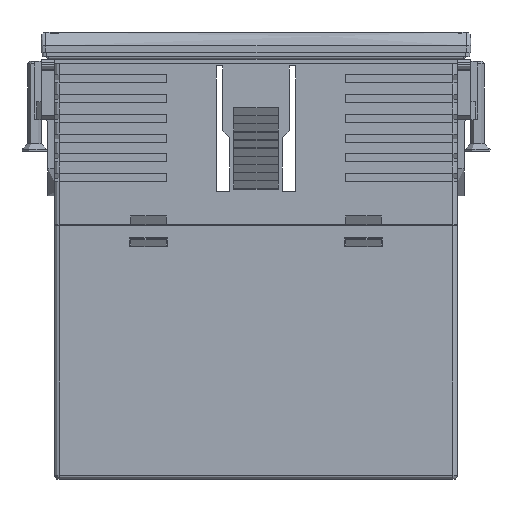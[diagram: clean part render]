
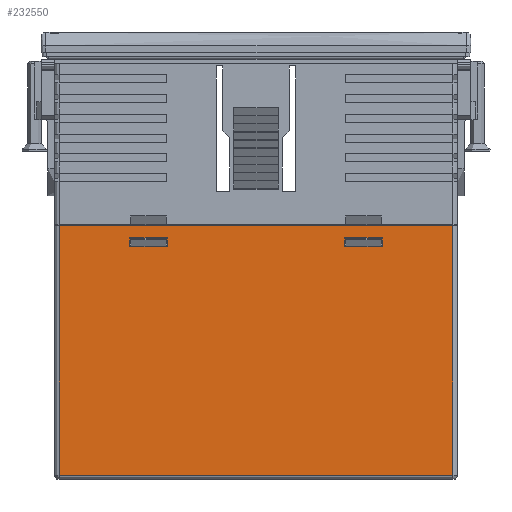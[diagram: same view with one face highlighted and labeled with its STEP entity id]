
A CAD part, front view. The second image highlights one B-rep face of the part: STEP entity #232550.
In plain terms, the highlighted planar face has unit normal (0, -1, 0).
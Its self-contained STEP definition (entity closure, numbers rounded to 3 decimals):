
#7791 = VECTOR ( 'NONE', #39952, 1000. ) ;
#8230 = CARTESIAN_POINT ( 'NONE',  ( 28.2, -20.5, 38.7 ) ) ;
#8761 = EDGE_CURVE ( 'NONE', #187385, #180824, #215013, .T. ) ;
#9314 = CARTESIAN_POINT ( 'NONE',  ( 44., -20.5, 0. ) ) ;
#10261 = EDGE_CURVE ( 'NONE', #211224, #226225, #166143, .T. ) ;
#11607 = DIRECTION ( 'NONE',  ( 0., 0., 1. ) ) ;
#14802 = ORIENTED_EDGE ( 'NONE', *, *, #163489, .T. ) ;
#15135 = CARTESIAN_POINT ( 'NONE',  ( 19.8, -20.5, 0. ) ) ;
#16584 = PLANE ( 'NONE',  #202096 ) ;
#17644 = CARTESIAN_POINT ( 'NONE',  ( -19.8, -20.5, 38.7 ) ) ;
#19533 = FACE_OUTER_BOUND ( 'NONE', #42428, .T. ) ;
#20777 = DIRECTION ( 'NONE',  ( -1., 0., 0. ) ) ;
#21236 = VERTEX_POINT ( 'NONE', #128517 ) ;
#21824 = VECTOR ( 'NONE', #20777, 1000. ) ;
#28054 = ORIENTED_EDGE ( 'NONE', *, *, #67019, .T. ) ;
#30877 = FACE_BOUND ( 'NONE', #108967, .T. ) ;
#32499 = CARTESIAN_POINT ( 'NONE',  ( -45., -20.5, 38.7 ) ) ;
#34803 = DIRECTION ( 'NONE',  ( 0., -1., 0. ) ) ;
#35219 = VERTEX_POINT ( 'NONE', #191367 ) ;
#39478 = VERTEX_POINT ( 'NONE', #124092 ) ;
#39952 = DIRECTION ( 'NONE',  ( -1., 0., 0. ) ) ;
#42428 = EDGE_LOOP ( 'NONE', ( #28054, #167830, #175036, #14802 ) ) ;
#44456 = LINE ( 'NONE', #201711, #7791 ) ;
#47407 = VERTEX_POINT ( 'NONE', #185735 ) ;
#49223 = ORIENTED_EDGE ( 'NONE', *, *, #192229, .T. ) ;
#56821 = CARTESIAN_POINT ( 'NONE',  ( -19.8, -20.5, 36.7 ) ) ;
#58368 = EDGE_CURVE ( 'NONE', #47407, #177695, #70223, .T. ) ;
#59450 = EDGE_CURVE ( 'NONE', #226225, #187385, #83047, .T. ) ;
#61025 = VERTEX_POINT ( 'NONE', #65525 ) ;
#63923 = VECTOR ( 'NONE', #142105, 1000. ) ;
#65525 = CARTESIAN_POINT ( 'NONE',  ( 19.8, -20.5, 38.7 ) ) ;
#67019 = EDGE_CURVE ( 'NONE', #35219, #21236, #44456, .T. ) ;
#68623 = DIRECTION ( 'NONE',  ( 0., 0., 1. ) ) ;
#69461 = DIRECTION ( 'NONE',  ( 0., 0., -1. ) ) ;
#70223 = LINE ( 'NONE', #131565, #188342 ) ;
#73918 = ORIENTED_EDGE ( 'NONE', *, *, #207268, .T. ) ;
#80482 = LINE ( 'NONE', #9314, #221228 ) ;
#83047 = LINE ( 'NONE', #32499, #184325 ) ;
#87279 = DIRECTION ( 'NONE',  ( 0., 0., -1. ) ) ;
#87304 = VECTOR ( 'NONE', #166109, 1000. ) ;
#89037 = DIRECTION ( 'NONE',  ( 0., 0., -1. ) ) ;
#96670 = VECTOR ( 'NONE', #99708, 1000. ) ;
#99708 = DIRECTION ( 'NONE',  ( 0., 0., -1. ) ) ;
#100477 = CARTESIAN_POINT ( 'NONE',  ( -19.8, -20.5, 0. ) ) ;
#108580 = EDGE_CURVE ( 'NONE', #134918, #39478, #211773, .T. ) ;
#108860 = DIRECTION ( 'NONE',  ( 1., 0., 0. ) ) ;
#108967 = EDGE_LOOP ( 'NONE', ( #211564, #165596, #151113, #139025 ) ) ;
#109437 = CARTESIAN_POINT ( 'NONE',  ( -45., -20.5, 36.7 ) ) ;
#120452 = CARTESIAN_POINT ( 'NONE',  ( 28.2, -20.5, 0. ) ) ;
#121720 = VECTOR ( 'NONE', #69461, 1000. ) ;
#124092 = CARTESIAN_POINT ( 'NONE',  ( 28.2, -20.5, 36.7 ) ) ;
#128517 = CARTESIAN_POINT ( 'NONE',  ( -44., -20.5, 89.7 ) ) ;
#129220 = DIRECTION ( 'NONE',  ( 1., 0., 0. ) ) ;
#131565 = CARTESIAN_POINT ( 'NONE',  ( -45., -20.5, 34. ) ) ;
#134918 = VERTEX_POINT ( 'NONE', #8230 ) ;
#139025 = ORIENTED_EDGE ( 'NONE', *, *, #59450, .T. ) ;
#142105 = DIRECTION ( 'NONE',  ( -1., 0., 0. ) ) ;
#142228 = CARTESIAN_POINT ( 'NONE',  ( -28.2, -20.5, 38.7 ) ) ;
#142331 = CARTESIAN_POINT ( 'NONE',  ( -45., -20.5, 0. ) ) ;
#145233 = LINE ( 'NONE', #162515, #187412 ) ;
#147972 = CARTESIAN_POINT ( 'NONE',  ( -28.2, -20.5, 0. ) ) ;
#148137 = EDGE_CURVE ( 'NONE', #180824, #211224, #232528, .T. ) ;
#148352 = CARTESIAN_POINT ( 'NONE',  ( 19.8, -20.5, 36.7 ) ) ;
#150157 = LINE ( 'NONE', #15135, #214930 ) ;
#151113 = ORIENTED_EDGE ( 'NONE', *, *, #10261, .T. ) ;
#154602 = ORIENTED_EDGE ( 'NONE', *, *, #108580, .T. ) ;
#154793 = CARTESIAN_POINT ( 'NONE',  ( -28.2, -20.5, 36.7 ) ) ;
#158973 = DIRECTION ( 'NONE',  ( 1., 0., 0. ) ) ;
#162515 = CARTESIAN_POINT ( 'NONE',  ( -45., -20.5, 38.7 ) ) ;
#163489 = EDGE_CURVE ( 'NONE', #177695, #35219, #80482, .T. ) ;
#165596 = ORIENTED_EDGE ( 'NONE', *, *, #148137, .T. ) ;
#166109 = DIRECTION ( 'NONE',  ( 0., 0., 1. ) ) ;
#166143 = LINE ( 'NONE', #147972, #87304 ) ;
#166631 = VECTOR ( 'NONE', #89037, 1000. ) ;
#167830 = ORIENTED_EDGE ( 'NONE', *, *, #177793, .T. ) ;
#169508 = LINE ( 'NONE', #198269, #166631 ) ;
#174774 = EDGE_LOOP ( 'NONE', ( #154602, #73918, #176008, #49223 ) ) ;
#175036 = ORIENTED_EDGE ( 'NONE', *, *, #58368, .T. ) ;
#176008 = ORIENTED_EDGE ( 'NONE', *, *, #184421, .T. ) ;
#177695 = VERTEX_POINT ( 'NONE', #192863 ) ;
#177793 = EDGE_CURVE ( 'NONE', #21236, #47407, #169508, .T. ) ;
#179271 = LINE ( 'NONE', #109437, #21824 ) ;
#180824 = VERTEX_POINT ( 'NONE', #56821 ) ;
#184325 = VECTOR ( 'NONE', #158973, 1000. ) ;
#184421 = EDGE_CURVE ( 'NONE', #230334, #61025, #150157, .T. ) ;
#185735 = CARTESIAN_POINT ( 'NONE',  ( -44., -20.5, 34. ) ) ;
#187385 = VERTEX_POINT ( 'NONE', #17644 ) ;
#187412 = VECTOR ( 'NONE', #108860, 1000. ) ;
#188342 = VECTOR ( 'NONE', #129220, 1000. ) ;
#191367 = CARTESIAN_POINT ( 'NONE',  ( 44., -20.5, 89.7 ) ) ;
#192229 = EDGE_CURVE ( 'NONE', #61025, #134918, #145233, .T. ) ;
#192863 = CARTESIAN_POINT ( 'NONE',  ( 44., -20.5, 34. ) ) ;
#194757 = CARTESIAN_POINT ( 'NONE',  ( -45., -20.5, 36.7 ) ) ;
#198269 = CARTESIAN_POINT ( 'NONE',  ( -44., -20.5, 0. ) ) ;
#201711 = CARTESIAN_POINT ( 'NONE',  ( -45., -20.5, 89.7 ) ) ;
#202096 = AXIS2_PLACEMENT_3D ( 'NONE', #142331, #34803, #87279 ) ;
#205116 = FACE_BOUND ( 'NONE', #174774, .T. ) ;
#207268 = EDGE_CURVE ( 'NONE', #39478, #230334, #179271, .T. ) ;
#211224 = VERTEX_POINT ( 'NONE', #154793 ) ;
#211564 = ORIENTED_EDGE ( 'NONE', *, *, #8761, .T. ) ;
#211773 = LINE ( 'NONE', #120452, #121720 ) ;
#214930 = VECTOR ( 'NONE', #68623, 1000. ) ;
#215013 = LINE ( 'NONE', #100477, #96670 ) ;
#221228 = VECTOR ( 'NONE', #11607, 1000. ) ;
#226225 = VERTEX_POINT ( 'NONE', #142228 ) ;
#230334 = VERTEX_POINT ( 'NONE', #148352 ) ;
#232528 = LINE ( 'NONE', #194757, #63923 ) ;
#232550 = ADVANCED_FACE ( 'NONE', ( #19533, #30877, #205116 ), #16584, .T. ) ;
